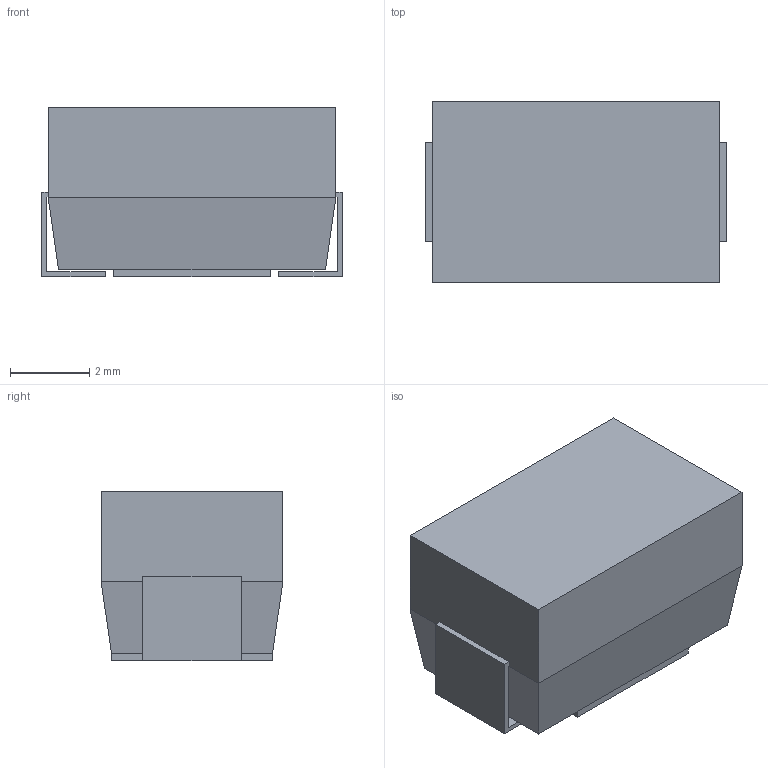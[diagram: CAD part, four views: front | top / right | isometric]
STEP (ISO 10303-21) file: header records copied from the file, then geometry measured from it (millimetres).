
FILE_DESCRIPTION(('STEP AP214'),'1');
FILE_NAME('CAP_7343-43_TR3-L','2020-12-01T18:14:57',(''),(''),'','','');
FILE_SCHEMA(('AUTOMOTIVE_DESIGN'));
Length unit declared in the file: millimetre
Products named in the file (1): product
Bounding box: 7.59 x 4.6 x 4.29 mm (x, y, z)
Volume: 137.4 mm3; surface area: 199.6 mm2
Topology: 3 solids, 3 shells, 36 faces, 82 edges, 52 vertices
Faces by surface type: plane 36
Entity records: 983 total; most frequent: ORIENTED_EDGE 164, DIRECTION 156, CARTESIAN_POINT 89, EDGE_CURVE 82, LINE 82, VECTOR 82, VERTEX_POINT 52, AXIS2_PLACEMENT_3D 37
